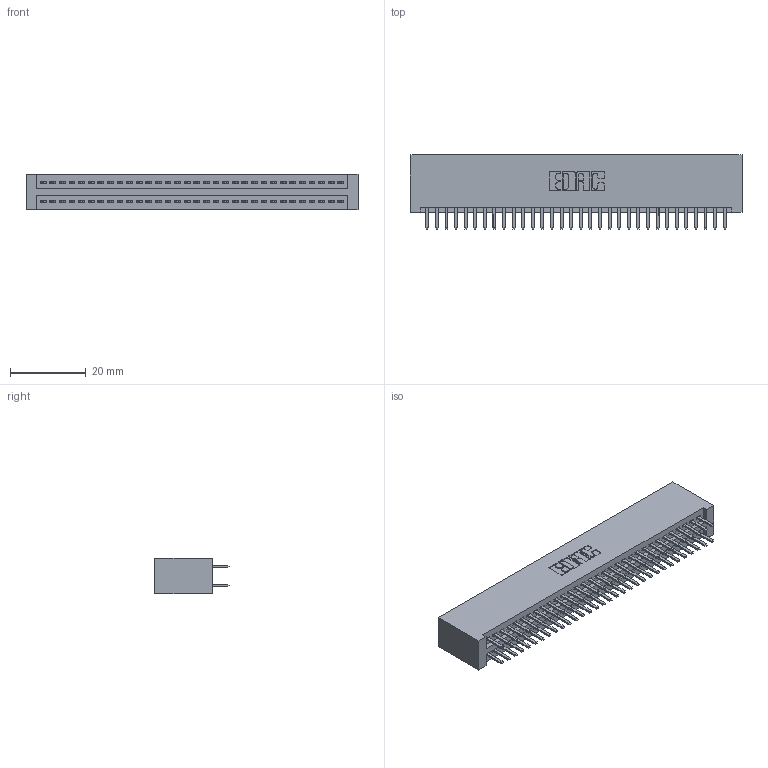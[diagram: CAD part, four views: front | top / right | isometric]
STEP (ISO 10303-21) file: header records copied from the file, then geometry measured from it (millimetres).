
FILE_DESCRIPTION (( 'STEP AP203' ), '1' );
FILE_NAME ('395-064-520-201.STEP', '2018-11-24T11:15:11', ( '' ), ( '' ), 'SwSTEP 2.0', 'SolidWorks 2016', '' );
FILE_SCHEMA (( 'CONFIG_CONTROL_DESIGN' ));
Length unit declared in the file: inch
Products named in the file (3): 345-292-001_345-293-120; 395-064-520-201; 345 Part_No Mounting Lugs
Assembly tree (65 placements, depth 2):
  395-064-520-201
    345 Part_No Mounting Lugs
    345-292-001_345-293-120  x64
Bounding box: 87.88 x 19.68 x 9.4 mm (x, y, z)
Volume: 9032.1 mm3; surface area: 13400.7 mm2
Topology: 65 solids, 65 shells, 3574 faces, 10365 edges, 6738 vertices
Faces by surface type: plane 2316, cylinder 1258
Entity records: 26291 total; most frequent: CARTESIAN_POINT 4428, ORIENTED_EDGE 4350, DIRECTION 3899, EDGE_CURVE 2175, VECTOR 1919, LINE 1919, VERTEX_POINT 1446, AXIS2_PLACEMENT_3D 990
